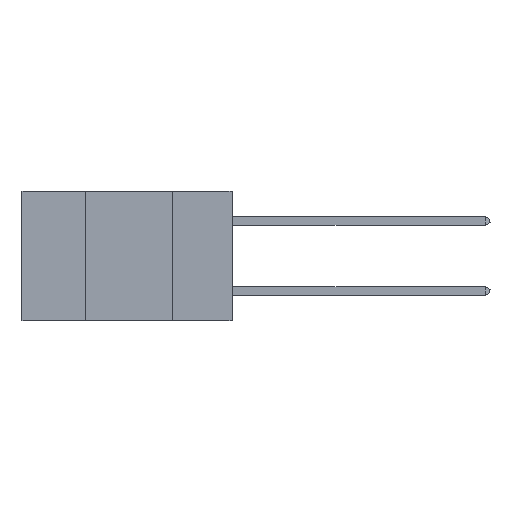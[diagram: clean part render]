
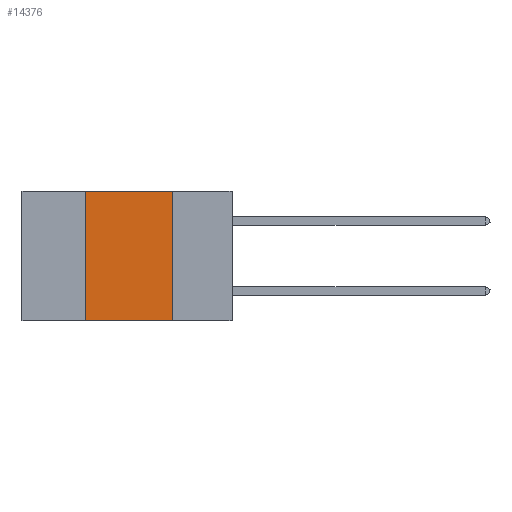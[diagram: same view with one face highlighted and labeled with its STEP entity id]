
A CAD part, left-side view. The second image highlights one B-rep face of the part: STEP entity #14376.
In plain terms, the highlighted planar face has unit normal (-1, 0, 0).
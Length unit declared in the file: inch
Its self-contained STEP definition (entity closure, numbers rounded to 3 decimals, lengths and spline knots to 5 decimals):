
#620 = VERTEX_POINT ( 'NONE', #2382 ) ;
#1942 = DIRECTION ( 'NONE',  ( 0., -1., 0. ) ) ;
#2041 = LINE ( 'NONE', #12623, #15829 ) ;
#2382 = CARTESIAN_POINT ( 'NONE',  ( 0., 0.42, -0.37 ) ) ;
#2499 = LINE ( 'NONE', #8367, #16800 ) ;
#2708 = ORIENTED_EDGE ( 'NONE', *, *, #9776, .F. ) ;
#4937 = VERTEX_POINT ( 'NONE', #8340 ) ;
#6376 = LINE ( 'NONE', #23077, #10611 ) ;
#6602 = ORIENTED_EDGE ( 'NONE', *, *, #12592, .T. ) ;
#6620 = ORIENTED_EDGE ( 'NONE', *, *, #19639, .F. ) ;
#6749 = VERTEX_POINT ( 'NONE', #9548 ) ;
#8340 = CARTESIAN_POINT ( 'NONE',  ( 0., 0.17, -0.37 ) ) ;
#8367 = CARTESIAN_POINT ( 'NONE',  ( 0., 0.42, 0. ) ) ;
#8549 = DIRECTION ( 'NONE',  ( 1., 0., 0. ) ) ;
#9139 = CARTESIAN_POINT ( 'NONE',  ( 0., 0.6, -0.37 ) ) ;
#9548 = CARTESIAN_POINT ( 'NONE',  ( 0., 0.17, 0. ) ) ;
#9776 = EDGE_CURVE ( 'NONE', #23080, #6749, #6376, .T. ) ;
#10301 = AXIS2_PLACEMENT_3D ( 'NONE', #19193, #8549, #20960 ) ;
#10414 = FACE_OUTER_BOUND ( 'NONE', #12452, .T. ) ;
#10611 = VECTOR ( 'NONE', #14290, 39.37008 ) ;
#10744 = VECTOR ( 'NONE', #1942, 39.37008 ) ;
#12076 = PLANE ( 'NONE',  #10301 ) ;
#12239 = ORIENTED_EDGE ( 'NONE', *, *, #16942, .F. ) ;
#12452 = EDGE_LOOP ( 'NONE', ( #6620, #2708, #12239, #6602 ) ) ;
#12592 = EDGE_CURVE ( 'NONE', #620, #4937, #16056, .T. ) ;
#12623 = CARTESIAN_POINT ( 'NONE',  ( 0., 0.17, 0. ) ) ;
#13680 = DIRECTION ( 'NONE',  ( 0., 0., 1. ) ) ;
#14290 = DIRECTION ( 'NONE',  ( 0., -1., 0. ) ) ;
#14376 = ADVANCED_FACE ( 'NONE', ( #10414 ), #12076, .F. ) ;
#14393 = DIRECTION ( 'NONE',  ( 0., 0., -1. ) ) ;
#15829 = VECTOR ( 'NONE', #14393, 39.37008 ) ;
#16056 = LINE ( 'NONE', #9139, #10744 ) ;
#16800 = VECTOR ( 'NONE', #13680, 39.37008 ) ;
#16942 = EDGE_CURVE ( 'NONE', #620, #23080, #2499, .T. ) ;
#17626 = CARTESIAN_POINT ( 'NONE',  ( 0., 0.42, 0. ) ) ;
#19193 = CARTESIAN_POINT ( 'NONE',  ( 0., 0.6, 0. ) ) ;
#19639 = EDGE_CURVE ( 'NONE', #6749, #4937, #2041, .T. ) ;
#20960 = DIRECTION ( 'NONE',  ( 0., 0., -1. ) ) ;
#23077 = CARTESIAN_POINT ( 'NONE',  ( 0., 0.6, 0. ) ) ;
#23080 = VERTEX_POINT ( 'NONE', #17626 ) ;
